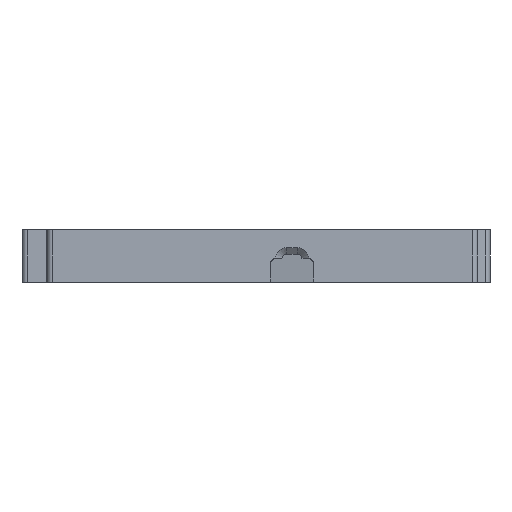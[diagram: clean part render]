
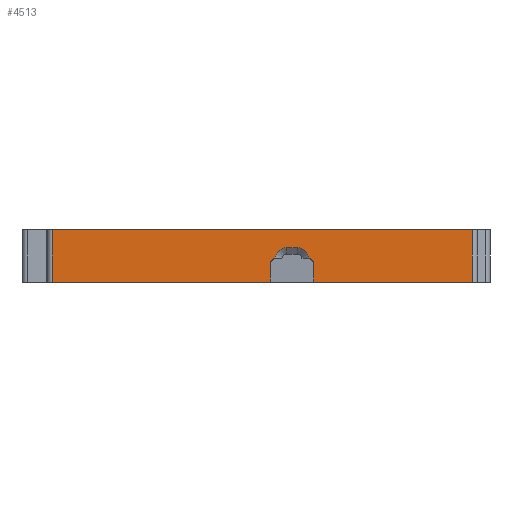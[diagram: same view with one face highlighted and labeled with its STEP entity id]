
A CAD part, left-side view. The second image highlights one B-rep face of the part: STEP entity #4513.
In plain terms, the highlighted planar face has unit normal (-1, 0, 0).
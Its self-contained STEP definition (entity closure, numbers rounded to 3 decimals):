
#176=PLANE('',#4893);
#399=FACE_OUTER_BOUND('',#633,.T.);
#633=EDGE_LOOP('',(#4106,#4107,#4108,#4109,#4110,#4111,#4112,#4113,#4114,
#4115,#4116,#4117));
#863=LINE('',#6737,#1373);
#962=LINE('',#7001,#1472);
#971=LINE('',#7023,#1481);
#1019=LINE('',#7132,#1529);
#1138=LINE('',#7451,#1648);
#1139=LINE('',#7453,#1649);
#1140=LINE('',#7460,#1650);
#1141=LINE('',#7461,#1651);
#1373=VECTOR('',#5372,10.);
#1472=VECTOR('',#5633,10.);
#1481=VECTOR('',#5654,10.);
#1529=VECTOR('',#5758,10.);
#1648=VECTOR('',#6117,10.);
#1649=VECTOR('',#6118,10.);
#1650=VECTOR('',#6125,10.);
#1651=VECTOR('',#6126,10.);
#1802=CIRCLE('',#4890,2.144);
#1804=CIRCLE('',#4894,1.1);
#1805=CIRCLE('',#4895,2.144);
#1806=CIRCLE('',#4896,1.1);
#2037=VERTEX_POINT('',#6734);
#2038=VERTEX_POINT('',#6736);
#2122=VERTEX_POINT('',#6999);
#2129=VERTEX_POINT('',#7022);
#2161=VERTEX_POINT('',#7129);
#2162=VERTEX_POINT('',#7131);
#2231=VERTEX_POINT('',#7433);
#2235=VERTEX_POINT('',#7450);
#2236=VERTEX_POINT('',#7452);
#2237=VERTEX_POINT('',#7455);
#2238=VERTEX_POINT('',#7457);
#2239=VERTEX_POINT('',#7459);
#2531=EDGE_CURVE('',#2038,#2037,#863,.T.);
#2668=EDGE_CURVE('',#2122,#2037,#962,.T.);
#2679=EDGE_CURVE('',#2038,#2129,#971,.T.);
#2731=EDGE_CURVE('',#2161,#2162,#1019,.T.);
#2880=EDGE_CURVE('',#2162,#2231,#1802,.T.);
#2883=EDGE_CURVE('',#2122,#2235,#1138,.T.);
#2884=EDGE_CURVE('',#2235,#2236,#1139,.T.);
#2885=EDGE_CURVE('',#2236,#2231,#1804,.T.);
#2886=EDGE_CURVE('',#2237,#2161,#1805,.T.);
#2887=EDGE_CURVE('',#2237,#2238,#1806,.T.);
#2888=EDGE_CURVE('',#2238,#2239,#1140,.T.);
#2889=EDGE_CURVE('',#2239,#2129,#1141,.T.);
#4106=ORIENTED_EDGE('',*,*,#2668,.F.);
#4107=ORIENTED_EDGE('',*,*,#2883,.T.);
#4108=ORIENTED_EDGE('',*,*,#2884,.T.);
#4109=ORIENTED_EDGE('',*,*,#2885,.T.);
#4110=ORIENTED_EDGE('',*,*,#2880,.F.);
#4111=ORIENTED_EDGE('',*,*,#2731,.F.);
#4112=ORIENTED_EDGE('',*,*,#2886,.F.);
#4113=ORIENTED_EDGE('',*,*,#2887,.T.);
#4114=ORIENTED_EDGE('',*,*,#2888,.T.);
#4115=ORIENTED_EDGE('',*,*,#2889,.T.);
#4116=ORIENTED_EDGE('',*,*,#2679,.F.);
#4117=ORIENTED_EDGE('',*,*,#2531,.T.);
#4513=ADVANCED_FACE('',(#399),#176,.T.);
#4890=AXIS2_PLACEMENT_3D('',#7444,#6108,#6109);
#4893=AXIS2_PLACEMENT_3D('',#7449,#6115,#6116);
#4894=AXIS2_PLACEMENT_3D('',#7454,#6119,#6120);
#4895=AXIS2_PLACEMENT_3D('',#7456,#6121,#6122);
#4896=AXIS2_PLACEMENT_3D('',#7458,#6123,#6124);
#5372=DIRECTION('',(0.,1.,0.));
#5633=DIRECTION('',(0.,0.,1.));
#5654=DIRECTION('',(0.,0.,-1.));
#5758=DIRECTION('',(0.,1.,0.));
#6108=DIRECTION('center_axis',(-1.,0.,0.));
#6109=DIRECTION('ref_axis',(0.,0.,-1.));
#6115=DIRECTION('center_axis',(-1.,0.,0.));
#6116=DIRECTION('ref_axis',(0.,-1.,0.));
#6117=DIRECTION('',(0.,-1.,0.));
#6118=DIRECTION('',(0.,0.,1.));
#6119=DIRECTION('center_axis',(1.,0.,0.));
#6120=DIRECTION('ref_axis',(0.,0.,1.));
#6121=DIRECTION('center_axis',(-1.,0.,0.));
#6122=DIRECTION('ref_axis',(0.,0.,1.));
#6123=DIRECTION('center_axis',(1.,0.,0.));
#6124=DIRECTION('ref_axis',(0.,-1.,0.));
#6125=DIRECTION('',(0.,0.,-1.));
#6126=DIRECTION('',(0.,-1.,0.));
#6734=CARTESIAN_POINT('',(83.126,-52.827,7.9));
#6736=CARTESIAN_POINT('',(83.126,-132.258,7.9));
#6737=CARTESIAN_POINT('',(83.126,-71.635,7.9));
#6999=CARTESIAN_POINT('',(83.126,-52.827,-2.));
#7001=CARTESIAN_POINT('',(83.126,-52.827,0.));
#7022=CARTESIAN_POINT('',(83.126,-132.258,-2.));
#7023=CARTESIAN_POINT('',(83.126,-132.258,0.));
#7129=CARTESIAN_POINT('',(83.126,-99.188,4.539));
#7131=CARTESIAN_POINT('',(83.126,-97.182,4.539));
#7132=CARTESIAN_POINT('',(83.126,-74.504,4.539));
#7433=CARTESIAN_POINT('',(83.126,-95.04,2.486));
#7444=CARTESIAN_POINT('Origin',(83.126,-97.182,2.395));
#7449=CARTESIAN_POINT('Origin',(83.126,-51.827,0.));
#7450=CARTESIAN_POINT('',(83.126,-94.082,-2.));
#7451=CARTESIAN_POINT('',(83.126,-71.635,-2.));
#7452=CARTESIAN_POINT('',(83.126,-94.082,1.395));
#7453=CARTESIAN_POINT('',(83.126,-94.082,-1.));
#7454=CARTESIAN_POINT('Origin',(83.126,-95.182,1.395));
#7455=CARTESIAN_POINT('',(83.126,-101.33,2.486));
#7456=CARTESIAN_POINT('Origin',(83.126,-99.188,2.395));
#7457=CARTESIAN_POINT('',(83.126,-102.288,1.395));
#7458=CARTESIAN_POINT('Origin',(83.126,-101.188,1.395));
#7459=CARTESIAN_POINT('',(83.126,-102.288,-2.));
#7460=CARTESIAN_POINT('',(83.126,-102.288,0.698));
#7461=CARTESIAN_POINT('',(83.126,-71.635,-2.));
